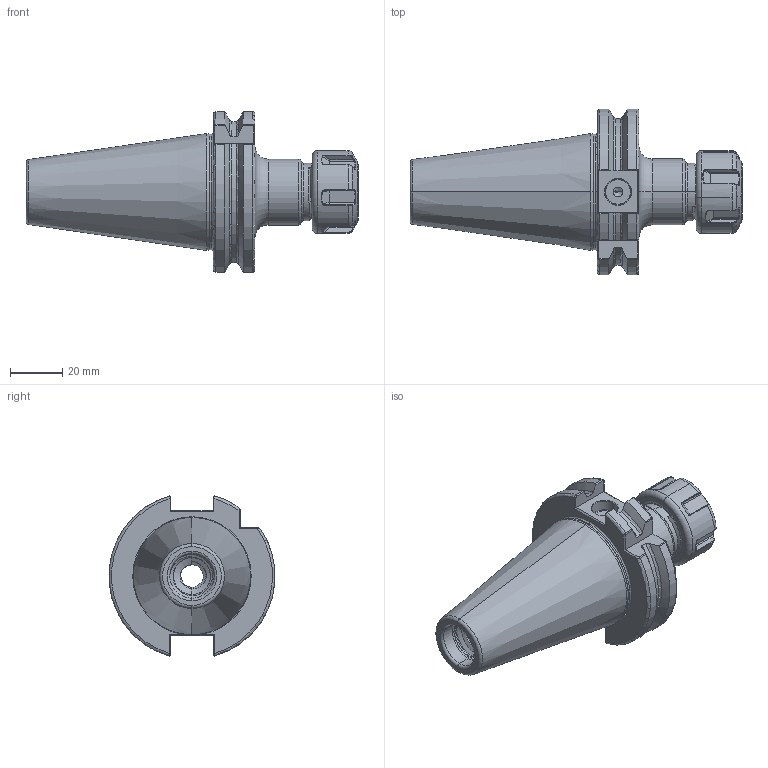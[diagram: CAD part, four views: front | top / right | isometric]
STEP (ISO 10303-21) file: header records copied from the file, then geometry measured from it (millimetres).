
FILE_DESCRIPTION (( 'STEP AP203' ), '1' );
FILE_NAME ('402.02.10.STEP', '2016-07-16T02:28:43', ( '' ), ( '' ), 'SwSTEP 2.0', 'SolidWorks 2012', '' );
FILE_SCHEMA (( 'CONFIG_CONTROL_DESIGN' ));
Length unit declared in the file: millimetre
Products named in the file (3): 402.02.10; 2-01.100.0160180C7_ER16螺帽(六溝)
Assembly tree (2 placements, depth 2):
  402.02.10
    402.02.10
    2-01.100.0160180C7_ER16螺帽(六溝)
Bounding box: 126.87 x 63.34 x 61.24 mm (x, y, z)
Volume: 116347.6 mm3; surface area: 30730.4 mm2
Topology: 2 solids, 2 shells, 416 faces, 1054 edges, 635 vertices
Faces by surface type: cylinder 144, plane 86, bspline 83, torus 63, cone 40
Entity records: 26315 total; most frequent: CARTESIAN_POINT 17456, ORIENTED_EDGE 2088, DIRECTION 1399, EDGE_CURVE 1044, VERTEX_POINT 635, AXIS2_PLACEMENT_3D 547, EDGE_LOOP 423, FACE_OUTER_BOUND 416
